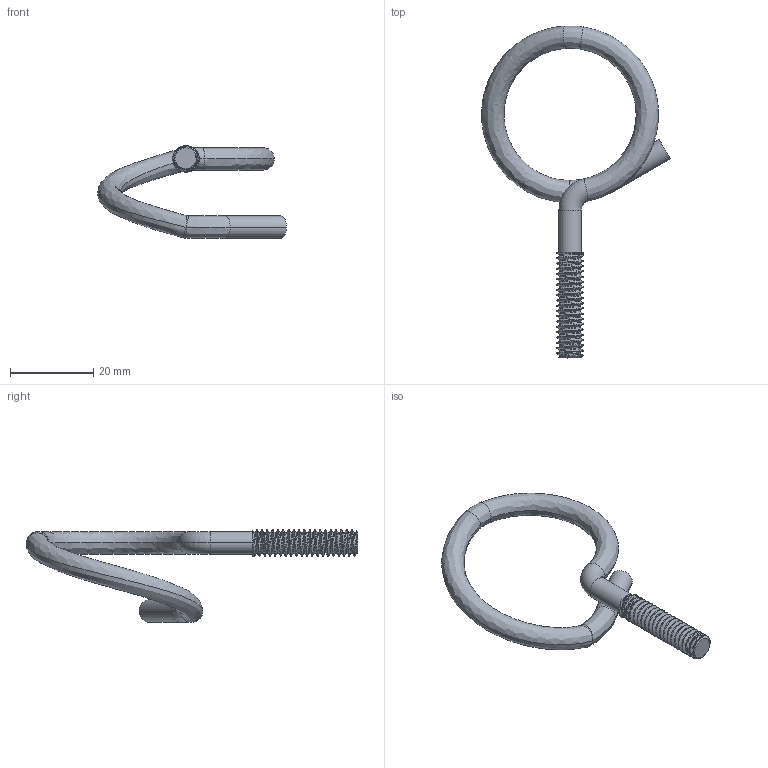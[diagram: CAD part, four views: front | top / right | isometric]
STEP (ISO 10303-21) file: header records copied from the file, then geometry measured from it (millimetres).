
FILE_DESCRIPTION (( 'STEP AP203' ), '1' );
FILE_NAME ('WBR4T125.STEP', '2024-03-27T02:16:00', ( '' ), ( '' ), 'SwSTEP 2.0', 'SolidWorks 2021', '' );
FILE_SCHEMA (( 'CONFIG_CONTROL_DESIGN' ));
Length unit declared in the file: millimetre
Products named in the file (1): WBR4T125
Bounding box: 45.4 x 79.82 x 22.27 mm (x, y, z)
Volume: 4229.2 mm3; surface area: 3444.2 mm2
Topology: 1 solids, 1 shells, 69 faces, 193 edges, 123 vertices
Faces by surface type: cylinder 45, bspline 13, plane 6, cone 3, torus 2
Entity records: 11878 total; most frequent: CARTESIAN_POINT 10360, ORIENTED_EDGE 378, DIRECTION 207, EDGE_CURVE 189, VERTEX_POINT 123, AXIS2_PLACEMENT_3D 78, B_SPLINE_CURVE_WITH_KNOTS 74, EDGE_LOOP 70
